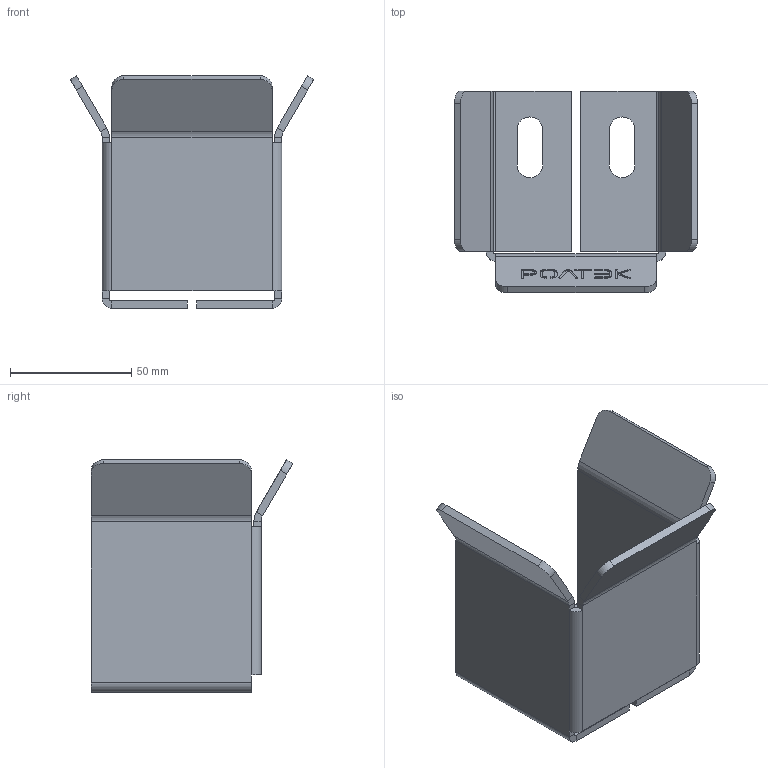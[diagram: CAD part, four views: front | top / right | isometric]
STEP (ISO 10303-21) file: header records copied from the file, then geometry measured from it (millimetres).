
FILE_DESCRIPTION(('STEP AP203'), '1');
FILE_NAME('ÐË029.01.00.001 Ëîâèòåëü íîâ (ÎÁ)', '2015-09-24T11:16:29', ('Windows User'), ('ÐÎËÒÝÊ'), 'ASCON STEP Converter 1.3', 'ASCON Math Kernel', '');
FILE_SCHEMA(('CONFIG_CONTROL_DESIGN'));
Length unit declared in the file: millimetre
Products named in the file (1): 倓029.01.00.0012
Bounding box: 100.2 x 83.1 x 95.68 mm (x, y, z)
Volume: 69178 mm3; surface area: 49143.1 mm2
Topology: 1 solids, 1 shells, 203 faces, 526 edges, 332 vertices
Faces by surface type: plane 122, cylinder 81
Entity records: 6202 total; most frequent: DIRECTION 1096, CARTESIAN_POINT 1062, ORIENTED_EDGE 1052, EDGE_CURVE 526, AXIS2_PLACEMENT_3D 366, LINE 364, VECTOR 364, VERTEX_POINT 332
